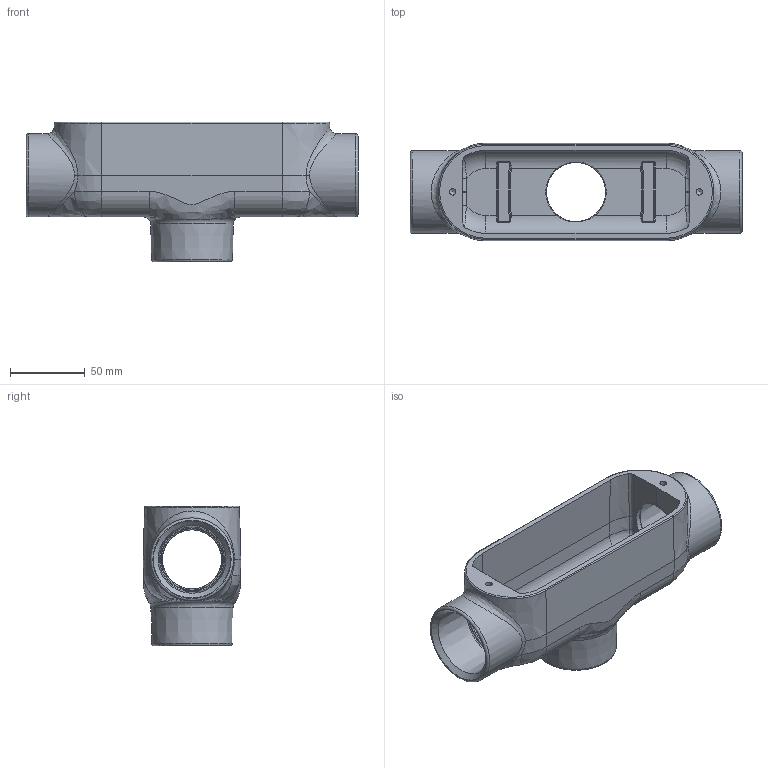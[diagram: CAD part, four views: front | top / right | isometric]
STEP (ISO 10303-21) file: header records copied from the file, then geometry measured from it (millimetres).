
FILE_DESCRIPTION(/* description */ ('OTB-5 '),/* implementation_level */ '2;1');
FILE_NAME(/* name */ 'KIL_OTB-5.stp',/* time_stamp */ '2019-12-24T08:32:34+05:00',/* author */ ('mashraf'),/* organization */ (''),/* preprocessor_version */ 'ST-DEVELOPER v16.13',/* originating_system */ 'Autodesk Inventor 2018',/* authorisation */ '');
FILE_SCHEMA (('AUTOMOTIVE_DESIGN { 1 0 10303 214 3 1 1 }'));
Length unit declared in the file: inch
Products named in the file (1): 13932-1
Bounding box: 222.25 x 65.37 x 93.66 mm (x, y, z)
Volume: 209776.6 mm3; surface area: 88125.7 mm2
Topology: 1 solids, 1 shells, 392 faces, 979 edges, 599 vertices
Faces by surface type: plane 146, bspline 124, cylinder 73, torus 26, cone 23
Full cylindrical faces by diameter (mm): 4.343 x2, 39.573 x3, 55.55 x2
Entity records: 14620 total; most frequent: CARTESIAN_POINT 5976, ORIENTED_EDGE 1876, DIRECTION 1572, EDGE_CURVE 938, VERTEX_POINT 592, AXIS2_PLACEMENT_3D 543, LINE 486, VECTOR 486
